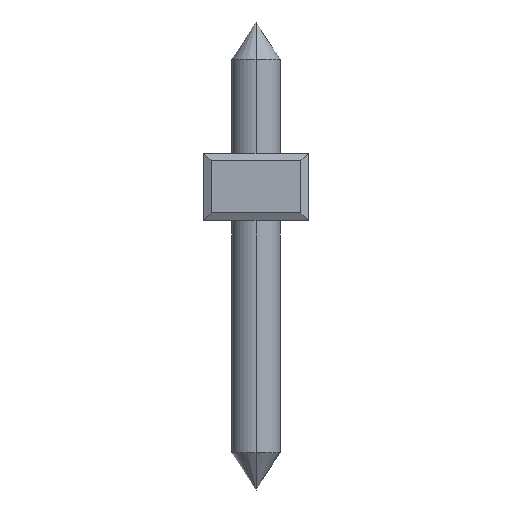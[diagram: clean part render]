
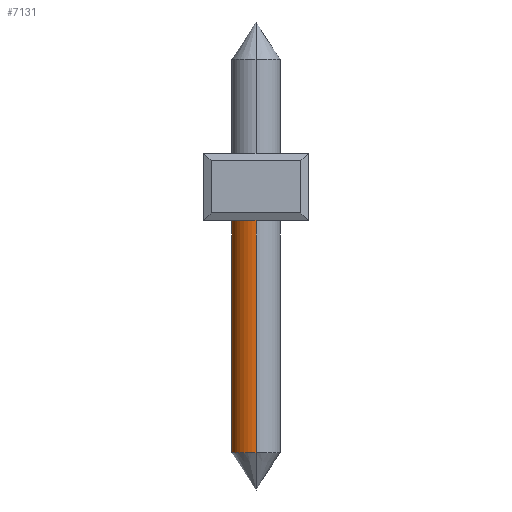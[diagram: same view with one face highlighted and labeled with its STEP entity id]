
A CAD part, front view. The second image highlights one B-rep face of the part: STEP entity #7131.
In plain terms, the highlighted cylindrical face has radius 0.65 mm (diameter 1.3 mm), a partial arc.
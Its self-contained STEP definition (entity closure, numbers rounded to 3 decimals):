
#1925=CARTESIAN_POINT('',(1.4,-62.5,0.2));
#1926=DIRECTION('',(0.,0.,1.));
#1927=DIRECTION('',(0.,1.,0.));
#1928=AXIS2_PLACEMENT_3D('',#1925,#1926,#1927);
#1935=CARTESIAN_POINT('',(1.4,-62.5,-6.2));
#1936=DIRECTION('',(0.,0.,1.));
#1937=DIRECTION('',(0.,1.,0.));
#1938=AXIS2_PLACEMENT_3D('',#1935,#1936,#1937);
#1940=DIRECTION('',(0.,0.,1.));
#1941=VECTOR('',#1940,6.4);
#1942=CARTESIAN_POINT('',(1.4,-61.85,-6.2));
#1943=LINE('',#1942,#1941);
#1949=DIRECTION('',(0.,0.,1.));
#1950=VECTOR('',#1949,6.4);
#1951=CARTESIAN_POINT('',(1.4,-63.15,-6.2));
#1952=LINE('',#1951,#1950);
#4954=CARTESIAN_POINT('',(1.4,-61.85,-6.2));
#4956=VERTEX_POINT('',#4954);
#4961=CARTESIAN_POINT('',(1.4,-63.15,-6.2));
#4962=VERTEX_POINT('',#4961);
#4965=CARTESIAN_POINT('',(1.4,-61.85,0.2));
#4966=CARTESIAN_POINT('',(1.4,-63.15,0.2));
#4967=VERTEX_POINT('',#4965);
#4968=VERTEX_POINT('',#4966);
#7117=CARTESIAN_POINT('',(1.4,-62.5,-7.825));
#7118=DIRECTION('',(0.,0.,1.));
#7119=DIRECTION('',(0.,1.,0.));
#7120=AXIS2_PLACEMENT_3D('',#7117,#7118,#7119);
#7121=CYLINDRICAL_SURFACE('',#7120,0.65);
#7122=ORIENTED_EDGE('',*,*,#7098,.T.);
#7124=ORIENTED_EDGE('',*,*,#7123,.F.);
#7126=ORIENTED_EDGE('',*,*,#7125,.F.);
#7128=ORIENTED_EDGE('',*,*,#7127,.T.);
#7129=EDGE_LOOP('',(#7122,#7124,#7126,#7128));
#7130=FACE_OUTER_BOUND('',#7129,.F.);
#7131=ADVANCED_FACE('',(#7130),#7121,.T.);
#1929=CIRCLE('',#1928,0.65);
#1939=CIRCLE('',#1938,0.65);
#7098=EDGE_CURVE('',#4967,#4968,#1929,.T.);
#7123=EDGE_CURVE('',#4962,#4968,#1952,.T.);
#7125=EDGE_CURVE('',#4956,#4962,#1939,.T.);
#7127=EDGE_CURVE('',#4956,#4967,#1943,.T.);
